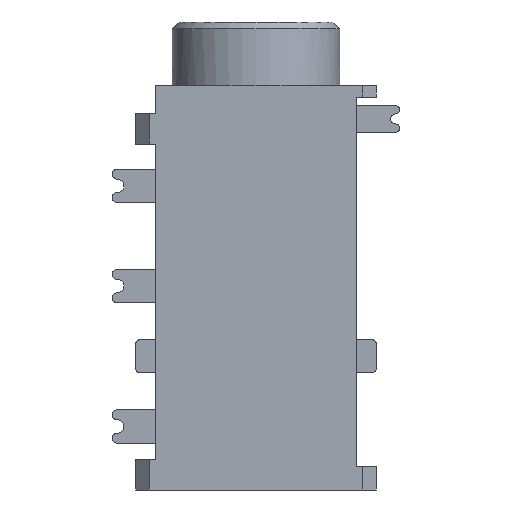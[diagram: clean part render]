
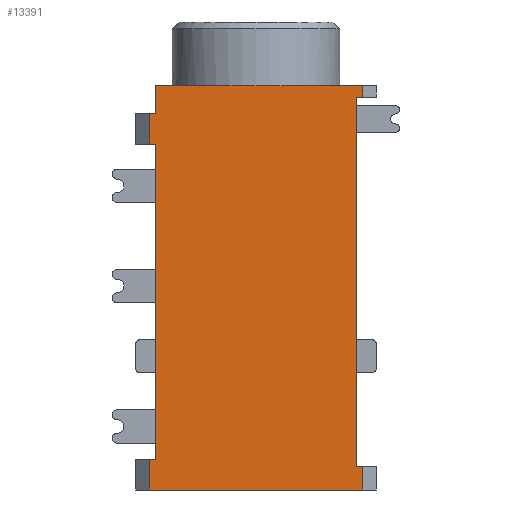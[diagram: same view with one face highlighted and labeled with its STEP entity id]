
A CAD part, front view. The second image highlights one B-rep face of the part: STEP entity #13391.
In plain terms, the highlighted planar face has unit normal (0, -1, 0).
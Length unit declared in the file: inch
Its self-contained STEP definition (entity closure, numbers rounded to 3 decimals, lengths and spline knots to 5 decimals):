
#346 = DIRECTION ( 'NONE',  ( -1., 0., 0. ) ) ;
#536 = VECTOR ( 'NONE', #15316, 39.37008 ) ;
#549 = LINE ( 'NONE', #15745, #14859 ) ;
#721 = LINE ( 'NONE', #16999, #9996 ) ;
#915 = PLANE ( 'NONE',  #18332 ) ;
#1202 = CARTESIAN_POINT ( 'NONE',  ( -0.11811, -0.08661, -0.47638 ) ) ;
#1452 = CARTESIAN_POINT ( 'NONE',  ( -0.11811, -0.08661, 0. ) ) ;
#1486 = DIRECTION ( 'NONE',  ( 0., 0., -1. ) ) ;
#1856 = CARTESIAN_POINT ( 'NONE',  ( 0.12598, -0.08661, -0.01378 ) ) ;
#2037 = CARTESIAN_POINT ( 'NONE',  ( 0.12598, -0.08661, -0.47638 ) ) ;
#2365 = CARTESIAN_POINT ( 'NONE',  ( -0.11811, -0.08661, 0. ) ) ;
#2375 = VERTEX_POINT ( 'NONE', #11641 ) ;
#2582 = EDGE_CURVE ( 'NONE', #17487, #15338, #549, .T. ) ;
#2751 = LINE ( 'NONE', #5316, #16727 ) ;
#2760 = CARTESIAN_POINT ( 'NONE',  ( -0.11811, -0.08661, 0. ) ) ;
#2869 = EDGE_CURVE ( 'NONE', #17907, #3217, #13424, .T. ) ;
#3183 = CARTESIAN_POINT ( 'NONE',  ( 0.12598, -0.08661, 0. ) ) ;
#3217 = VERTEX_POINT ( 'NONE', #3183 ) ;
#3261 = LINE ( 'NONE', #10901, #11047 ) ;
#3653 = DIRECTION ( 'NONE',  ( -1., 0., 0. ) ) ;
#3712 = LINE ( 'NONE', #19086, #3960 ) ;
#3872 = DIRECTION ( 'NONE',  ( 0., 0., 1. ) ) ;
#3960 = VECTOR ( 'NONE', #346, 39.37008 ) ;
#3967 = CARTESIAN_POINT ( 'NONE',  ( -0.11811, -0.08661, -0.44094 ) ) ;
#4021 = EDGE_CURVE ( 'NONE', #14445, #3217, #5210, .T. ) ;
#4183 = CARTESIAN_POINT ( 'NONE',  ( 0.12598, -0.08661, -0.44882 ) ) ;
#4591 = LINE ( 'NONE', #1452, #11154 ) ;
#4652 = DIRECTION ( 'NONE',  ( 1., 0., 0. ) ) ;
#4742 = EDGE_CURVE ( 'NONE', #5520, #7189, #12896, .T. ) ;
#4749 = DIRECTION ( 'NONE',  ( 1., 0., 0. ) ) ;
#5210 = LINE ( 'NONE', #7943, #5814 ) ;
#5316 = CARTESIAN_POINT ( 'NONE',  ( -0.11811, -0.08661, -0.47638 ) ) ;
#5448 = CARTESIAN_POINT ( 'NONE',  ( -0.12598, -0.08661, -0.0689 ) ) ;
#5520 = VERTEX_POINT ( 'NONE', #5448 ) ;
#5522 = VERTEX_POINT ( 'NONE', #4183 ) ;
#5778 = EDGE_CURVE ( 'NONE', #8908, #2375, #721, .T. ) ;
#5814 = VECTOR ( 'NONE', #9517, 39.37008 ) ;
#6049 = DIRECTION ( 'NONE',  ( 1., 0., 0. ) ) ;
#6115 = LINE ( 'NONE', #12106, #16989 ) ;
#6298 = ORIENTED_EDGE ( 'NONE', *, *, #4742, .T. ) ;
#6542 = CARTESIAN_POINT ( 'NONE',  ( -0.11811, -0.08661, -0.0689 ) ) ;
#6602 = EDGE_CURVE ( 'NONE', #14445, #15338, #3712, .T. ) ;
#7189 = VERTEX_POINT ( 'NONE', #6542 ) ;
#7943 = CARTESIAN_POINT ( 'NONE',  ( 0.12598, -0.08661, -0.47638 ) ) ;
#7988 = CARTESIAN_POINT ( 'NONE',  ( -0.14173, -0.08661, -0.44094 ) ) ;
#8108 = CARTESIAN_POINT ( 'NONE',  ( -0.04675, -0.08661, 0. ) ) ;
#8165 = DIRECTION ( 'NONE',  ( 0., 0., 1. ) ) ;
#8279 = LINE ( 'NONE', #7988, #16033 ) ;
#8676 = ORIENTED_EDGE ( 'NONE', *, *, #10746, .F. ) ;
#8757 = ORIENTED_EDGE ( 'NONE', *, *, #2869, .F. ) ;
#8908 = VERTEX_POINT ( 'NONE', #13161 ) ;
#8920 = LINE ( 'NONE', #14939, #12322 ) ;
#8982 = EDGE_CURVE ( 'NONE', #15834, #13025, #14943, .T. ) ;
#9001 = CARTESIAN_POINT ( 'NONE',  ( -0.12598, -0.08661, -0.03346 ) ) ;
#9092 = VERTEX_POINT ( 'NONE', #2037 ) ;
#9303 = LINE ( 'NONE', #10793, #536 ) ;
#9517 = DIRECTION ( 'NONE',  ( 0., 0., 1. ) ) ;
#9626 = VERTEX_POINT ( 'NONE', #9001 ) ;
#9893 = ORIENTED_EDGE ( 'NONE', *, *, #17798, .F. ) ;
#9996 = VECTOR ( 'NONE', #12385, 39.37008 ) ;
#10028 = DIRECTION ( 'NONE',  ( 1., 0., 0. ) ) ;
#10119 = EDGE_CURVE ( 'NONE', #5522, #17487, #3261, .T. ) ;
#10147 = ORIENTED_EDGE ( 'NONE', *, *, #6602, .F. ) ;
#10245 = ORIENTED_EDGE ( 'NONE', *, *, #10119, .T. ) ;
#10506 = DIRECTION ( 'NONE',  ( 0., 0., -1. ) ) ;
#10595 = CARTESIAN_POINT ( 'NONE',  ( -0.11811, -0.08661, -0.47638 ) ) ;
#10746 = EDGE_CURVE ( 'NONE', #18167, #7189, #2751, .T. ) ;
#10793 = CARTESIAN_POINT ( 'NONE',  ( 0.12598, -0.08661, -0.47638 ) ) ;
#10824 = LINE ( 'NONE', #15162, #14810 ) ;
#10901 = CARTESIAN_POINT ( 'NONE',  ( 0.14173, -0.08661, -0.44882 ) ) ;
#11047 = VECTOR ( 'NONE', #3653, 39.37008 ) ;
#11154 = VECTOR ( 'NONE', #6049, 39.37008 ) ;
#11292 = FACE_OUTER_BOUND ( 'NONE', #18499, .T. ) ;
#11641 = CARTESIAN_POINT ( 'NONE',  ( -0.12598, -0.08661, -0.47638 ) ) ;
#11689 = LINE ( 'NONE', #2365, #14510 ) ;
#11744 = DIRECTION ( 'NONE',  ( 1., 0., 0. ) ) ;
#11773 = ORIENTED_EDGE ( 'NONE', *, *, #2582, .T. ) ;
#12106 = CARTESIAN_POINT ( 'NONE',  ( -0.11811, -0.08661, -0.47638 ) ) ;
#12126 = EDGE_CURVE ( 'NONE', #2375, #9092, #6115, .T. ) ;
#12169 = CARTESIAN_POINT ( 'NONE',  ( 0.11811, -0.08661, -0.01378 ) ) ;
#12322 = VECTOR ( 'NONE', #10506, 39.37008 ) ;
#12385 = DIRECTION ( 'NONE',  ( 0., 0., -1. ) ) ;
#12455 = ORIENTED_EDGE ( 'NONE', *, *, #12126, .T. ) ;
#12545 = EDGE_CURVE ( 'NONE', #9626, #5520, #8920, .T. ) ;
#12615 = CARTESIAN_POINT ( 'NONE',  ( -0.14173, -0.08661, -0.0689 ) ) ;
#12896 = LINE ( 'NONE', #12615, #15610 ) ;
#12993 = CARTESIAN_POINT ( 'NONE',  ( 0.04675, -0.08661, 0. ) ) ;
#13025 = VERTEX_POINT ( 'NONE', #2760 ) ;
#13161 = CARTESIAN_POINT ( 'NONE',  ( -0.12598, -0.08661, -0.44094 ) ) ;
#13391 = ADVANCED_FACE ( 'NONE', ( #11292 ), #915, .T. ) ;
#13424 = LINE ( 'NONE', #17739, #18624 ) ;
#14345 = ORIENTED_EDGE ( 'NONE', *, *, #12545, .T. ) ;
#14445 = VERTEX_POINT ( 'NONE', #1856 ) ;
#14508 = ORIENTED_EDGE ( 'NONE', *, *, #14667, .F. ) ;
#14510 = VECTOR ( 'NONE', #10028, 39.37008 ) ;
#14667 = EDGE_CURVE ( 'NONE', #15689, #17907, #4591, .T. ) ;
#14767 = ORIENTED_EDGE ( 'NONE', *, *, #15226, .T. ) ;
#14810 = VECTOR ( 'NONE', #4749, 39.37008 ) ;
#14859 = VECTOR ( 'NONE', #8165, 39.37008 ) ;
#14939 = CARTESIAN_POINT ( 'NONE',  ( -0.12598, -0.08661, -0.0689 ) ) ;
#14943 = LINE ( 'NONE', #1202, #15043 ) ;
#15043 = VECTOR ( 'NONE', #17688, 39.37008 ) ;
#15162 = CARTESIAN_POINT ( 'NONE',  ( -0.14173, -0.08661, -0.03346 ) ) ;
#15226 = EDGE_CURVE ( 'NONE', #9092, #5522, #9303, .T. ) ;
#15316 = DIRECTION ( 'NONE',  ( 0., 0., 1. ) ) ;
#15338 = VERTEX_POINT ( 'NONE', #12169 ) ;
#15610 = VECTOR ( 'NONE', #19007, 39.37008 ) ;
#15668 = ORIENTED_EDGE ( 'NONE', *, *, #5778, .T. ) ;
#15689 = VERTEX_POINT ( 'NONE', #8108 ) ;
#15745 = CARTESIAN_POINT ( 'NONE',  ( 0.11811, -0.08661, -0.47638 ) ) ;
#15834 = VERTEX_POINT ( 'NONE', #18221 ) ;
#15905 = ORIENTED_EDGE ( 'NONE', *, *, #4021, .T. ) ;
#16033 = VECTOR ( 'NONE', #17136, 39.37008 ) ;
#16727 = VECTOR ( 'NONE', #3872, 39.37008 ) ;
#16805 = ORIENTED_EDGE ( 'NONE', *, *, #18180, .F. ) ;
#16871 = CARTESIAN_POINT ( 'NONE',  ( 0.11811, -0.08661, -0.44882 ) ) ;
#16989 = VECTOR ( 'NONE', #4652, 39.37008 ) ;
#16999 = CARTESIAN_POINT ( 'NONE',  ( -0.12598, -0.08661, -0.47638 ) ) ;
#17136 = DIRECTION ( 'NONE',  ( 1., 0., 0. ) ) ;
#17487 = VERTEX_POINT ( 'NONE', #16871 ) ;
#17688 = DIRECTION ( 'NONE',  ( 0., 0., 1. ) ) ;
#17739 = CARTESIAN_POINT ( 'NONE',  ( -0.11811, -0.08661, 0. ) ) ;
#17798 = EDGE_CURVE ( 'NONE', #8908, #18167, #8279, .T. ) ;
#17907 = VERTEX_POINT ( 'NONE', #12993 ) ;
#17972 = EDGE_CURVE ( 'NONE', #9626, #15834, #10824, .T. ) ;
#18071 = DIRECTION ( 'NONE',  ( 0., -1., 0. ) ) ;
#18110 = ORIENTED_EDGE ( 'NONE', *, *, #8982, .F. ) ;
#18167 = VERTEX_POINT ( 'NONE', #3967 ) ;
#18180 = EDGE_CURVE ( 'NONE', #13025, #15689, #11689, .T. ) ;
#18221 = CARTESIAN_POINT ( 'NONE',  ( -0.11811, -0.08661, -0.03346 ) ) ;
#18332 = AXIS2_PLACEMENT_3D ( 'NONE', #10595, #18071, #1486 ) ;
#18499 = EDGE_LOOP ( 'NONE', ( #12455, #14767, #10245, #11773, #10147, #15905, #8757, #14508, #16805, #18110, #19261, #14345, #6298, #8676, #9893, #15668 ) ) ;
#18624 = VECTOR ( 'NONE', #11744, 39.37008 ) ;
#19007 = DIRECTION ( 'NONE',  ( 1., 0., 0. ) ) ;
#19086 = CARTESIAN_POINT ( 'NONE',  ( 0.14173, -0.08661, -0.01378 ) ) ;
#19261 = ORIENTED_EDGE ( 'NONE', *, *, #17972, .F. ) ;
